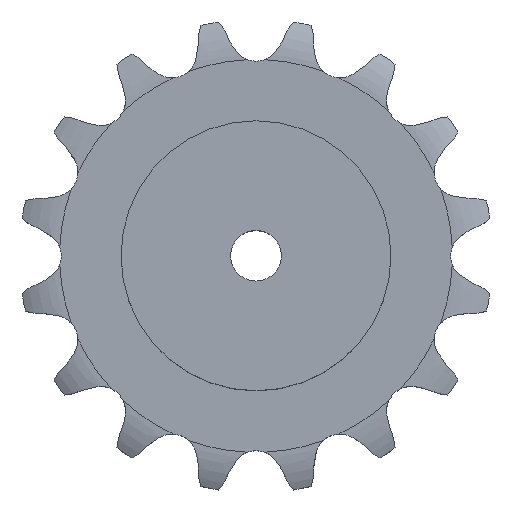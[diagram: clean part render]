
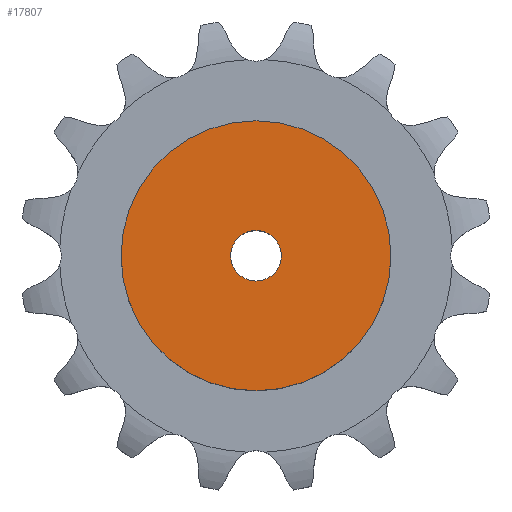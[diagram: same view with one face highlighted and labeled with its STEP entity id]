
A CAD part, top view. The second image highlights one B-rep face of the part: STEP entity #17807.
In plain terms, the highlighted planar face has unit normal (0, 0, 1).
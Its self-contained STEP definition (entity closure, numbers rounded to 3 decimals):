
#2517 = CYLINDRICAL_SURFACE('',#2518,80.);
#2518 = AXIS2_PLACEMENT_3D('',#2519,#2520,#2521);
#2519 = CARTESIAN_POINT('',(0.,0.,0.));
#2520 = DIRECTION('',(-0.,-0.,-1.));
#2521 = DIRECTION('',(1.,0.,0.));
#11654 = VERTEX_POINT('',#11655);
#11655 = CARTESIAN_POINT('',(80.,0.,90.));
#11676 = EDGE_CURVE('',#11654,#11654,#11677,.T.);
#11677 = SURFACE_CURVE('',#11678,(#11683,#11690),.PCURVE_S1.);
#11678 = CIRCLE('',#11679,80.);
#11679 = AXIS2_PLACEMENT_3D('',#11680,#11681,#11682);
#11680 = CARTESIAN_POINT('',(0.,0.,90.));
#11681 = DIRECTION('',(0.,0.,1.));
#11682 = DIRECTION('',(1.,0.,0.));
#11683 = PCURVE('',#2517,#11684);
#11684 = DEFINITIONAL_REPRESENTATION('',(#11685),#11689);
#11685 = LINE('',#11686,#11687);
#11686 = CARTESIAN_POINT('',(-0.,-90.));
#11687 = VECTOR('',#11688,1.);
#11688 = DIRECTION('',(-1.,0.));
#11689 = ( GEOMETRIC_REPRESENTATION_CONTEXT(2) 
PARAMETRIC_REPRESENTATION_CONTEXT() REPRESENTATION_CONTEXT('2D SPACE',''
  ) );
#11690 = PCURVE('',#11691,#11696);
#11691 = PLANE('',#11692);
#11692 = AXIS2_PLACEMENT_3D('',#11693,#11694,#11695);
#11693 = CARTESIAN_POINT('',(0.,0.,90.)
  );
#11694 = DIRECTION('',(0.,0.,1.));
#11695 = DIRECTION('',(1.,0.,0.));
#11696 = DEFINITIONAL_REPRESENTATION('',(#11697),#11701);
#11697 = CIRCLE('',#11698,80.);
#11698 = AXIS2_PLACEMENT_2D('',#11699,#11700);
#11699 = CARTESIAN_POINT('',(0.,0.));
#11700 = DIRECTION('',(1.,0.));
#11701 = ( GEOMETRIC_REPRESENTATION_CONTEXT(2) 
PARAMETRIC_REPRESENTATION_CONTEXT() REPRESENTATION_CONTEXT('2D SPACE',''
  ) );
#15261 = CYLINDRICAL_SURFACE('',#15262,15.);
#15262 = AXIS2_PLACEMENT_3D('',#15263,#15264,#15265);
#15263 = CARTESIAN_POINT('',(0.,0.,450.177));
#15264 = DIRECTION('',(0.,0.,1.));
#15265 = DIRECTION('',(1.,0.,0.));
#17807 = ADVANCED_FACE('',(#17808,#17811),#11691,.T.);
#17808 = FACE_BOUND('',#17809,.T.);
#17809 = EDGE_LOOP('',(#17810));
#17810 = ORIENTED_EDGE('',*,*,#11676,.T.);
#17811 = FACE_BOUND('',#17812,.T.);
#17812 = EDGE_LOOP('',(#17813));
#17813 = ORIENTED_EDGE('',*,*,#17814,.F.);
#17814 = EDGE_CURVE('',#17815,#17815,#17817,.T.);
#17815 = VERTEX_POINT('',#17816);
#17816 = CARTESIAN_POINT('',(15.,0.,90.));
#17817 = SURFACE_CURVE('',#17818,(#17823,#17830),.PCURVE_S1.);
#17818 = CIRCLE('',#17819,15.);
#17819 = AXIS2_PLACEMENT_3D('',#17820,#17821,#17822);
#17820 = CARTESIAN_POINT('',(0.,0.,90.));
#17821 = DIRECTION('',(0.,0.,1.));
#17822 = DIRECTION('',(1.,0.,0.));
#17823 = PCURVE('',#11691,#17824);
#17824 = DEFINITIONAL_REPRESENTATION('',(#17825),#17829);
#17825 = CIRCLE('',#17826,15.);
#17826 = AXIS2_PLACEMENT_2D('',#17827,#17828);
#17827 = CARTESIAN_POINT('',(0.,0.));
#17828 = DIRECTION('',(1.,0.));
#17829 = ( GEOMETRIC_REPRESENTATION_CONTEXT(2) 
PARAMETRIC_REPRESENTATION_CONTEXT() REPRESENTATION_CONTEXT('2D SPACE',''
  ) );
#17830 = PCURVE('',#15261,#17831);
#17831 = DEFINITIONAL_REPRESENTATION('',(#17832),#17836);
#17832 = LINE('',#17833,#17834);
#17833 = CARTESIAN_POINT('',(0.,-360.177));
#17834 = VECTOR('',#17835,1.);
#17835 = DIRECTION('',(1.,0.));
#17836 = ( GEOMETRIC_REPRESENTATION_CONTEXT(2) 
PARAMETRIC_REPRESENTATION_CONTEXT() REPRESENTATION_CONTEXT('2D SPACE',''
  ) );
